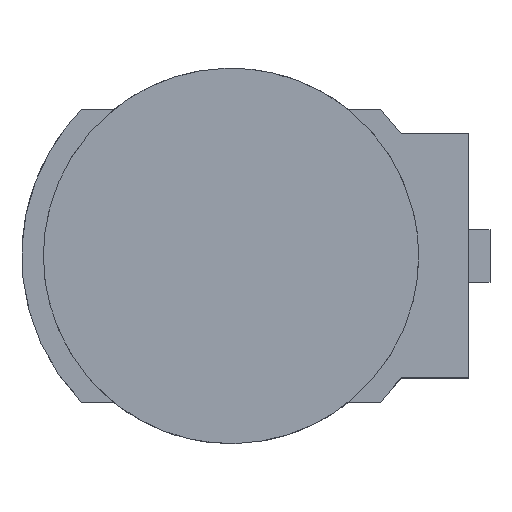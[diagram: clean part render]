
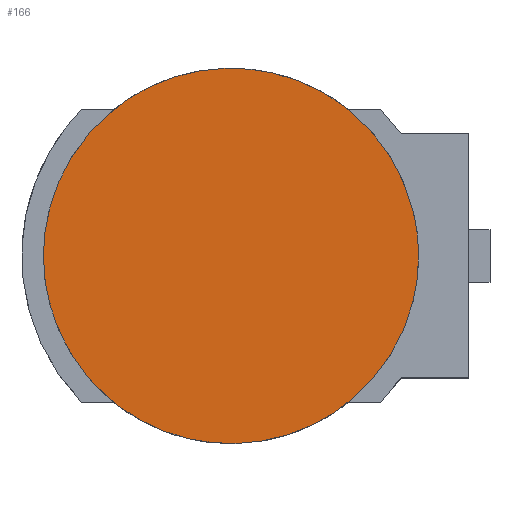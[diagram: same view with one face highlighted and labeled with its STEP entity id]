
A CAD part, top view. The second image highlights one B-rep face of the part: STEP entity #166.
In plain terms, the highlighted free-form (B-spline) face has degree [1, 1] with [2, 2] control points.
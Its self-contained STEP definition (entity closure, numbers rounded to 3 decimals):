
#53 = CARTESIAN_POINT ( 'NONE',  ( -10., 0., 4. ) ) ;
#67 = CARTESIAN_POINT ( 'NONE',  ( -12.5, -12.5, 4. ) ) ;
#72 = CARTESIAN_POINT ( 'NONE',  ( -10., 10., 4. ) ) ;
#83 = FACE_OUTER_BOUND ( 'NONE', #422, .T. ) ;
#86 = VERTEX_POINT ( 'NONE', #315 ) ;
#90 =( BOUNDED_CURVE ( )  B_SPLINE_CURVE ( 2, ( #717, #72, #466, #473, #476 ),
 .UNSPECIFIED., .F., .T. ) 
 B_SPLINE_CURVE_WITH_KNOTS ( ( 3, 2, 3 ),
 ( 31.416, 47.124, 62.832 ),
 .UNSPECIFIED. ) 
 CURVE ( )  GEOMETRIC_REPRESENTATION_ITEM ( )  RATIONAL_B_SPLINE_CURVE ( ( 1., 0.707, 1., 0.707, 1. ) ) 
 REPRESENTATION_ITEM ( '' )  );
#109 = EDGE_CURVE ( 'NONE', #86, #818, #90, .T. ) ;
#166 = ADVANCED_FACE ( 'NONE', ( #83 ), #682, .T. ) ;
#243 =( BOUNDED_CURVE ( )  B_SPLINE_CURVE ( 2, ( #603, #528, #997, #520, #53 ),
 .UNSPECIFIED., .F., .T. ) 
 B_SPLINE_CURVE_WITH_KNOTS ( ( 3, 2, 3 ),
 ( 0., 15.708, 31.416 ),
 .UNSPECIFIED. ) 
 CURVE ( )  GEOMETRIC_REPRESENTATION_ITEM ( )  RATIONAL_B_SPLINE_CURVE ( ( 1., 0.707, 1., 0.707, 1. ) ) 
 REPRESENTATION_ITEM ( '' )  );
#315 = CARTESIAN_POINT ( 'NONE',  ( -10., 0., 4. ) ) ;
#396 = CARTESIAN_POINT ( 'NONE',  ( -12.5, 12.5, 4. ) ) ;
#422 = EDGE_LOOP ( 'NONE', ( #706, #899 ) ) ;
#466 = CARTESIAN_POINT ( 'NONE',  ( 0., 10., 4. ) ) ;
#473 = CARTESIAN_POINT ( 'NONE',  ( 10., 10., 4. ) ) ;
#476 = CARTESIAN_POINT ( 'NONE',  ( 10., 0., 4. ) ) ;
#520 = CARTESIAN_POINT ( 'NONE',  ( -10., -10., 4. ) ) ;
#528 = CARTESIAN_POINT ( 'NONE',  ( 10., -10., 4. ) ) ;
#603 = CARTESIAN_POINT ( 'NONE',  ( 10., 0., 4. ) ) ;
#682 = B_SPLINE_SURFACE_WITH_KNOTS ( 'NONE', 1, 1, ( 
 ( #67, #396 ),
 ( #868, #935 ) ),
 .UNSPECIFIED., .F., .F., .F.,
 ( 2, 2 ),
 ( 2, 2 ),
 ( -22.5, 2.5 ),
 ( -12.5, 12.5 ),
 .UNSPECIFIED. ) ;
#706 = ORIENTED_EDGE ( 'NONE', *, *, #854, .F. ) ;
#717 = CARTESIAN_POINT ( 'NONE',  ( -10., 0., 4. ) ) ;
#818 = VERTEX_POINT ( 'NONE', #858 ) ;
#854 = EDGE_CURVE ( 'NONE', #818, #86, #243, .T. ) ;
#858 = CARTESIAN_POINT ( 'NONE',  ( 10., 0., 4. ) ) ;
#868 = CARTESIAN_POINT ( 'NONE',  ( 12.5, -12.5, 4. ) ) ;
#899 = ORIENTED_EDGE ( 'NONE', *, *, #109, .F. ) ;
#935 = CARTESIAN_POINT ( 'NONE',  ( 12.5, 12.5, 4. ) ) ;
#997 = CARTESIAN_POINT ( 'NONE',  ( 0., -10., 4. ) ) ;
